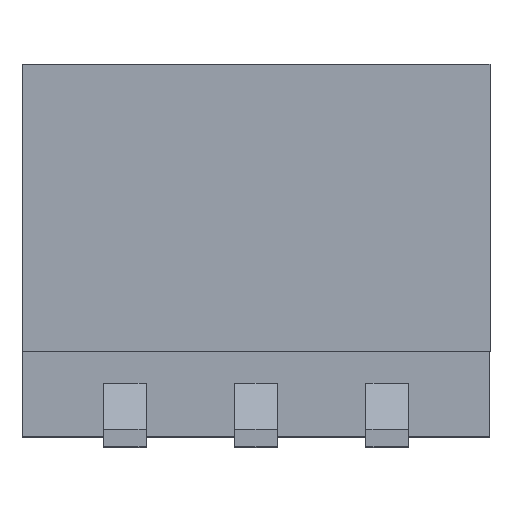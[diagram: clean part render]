
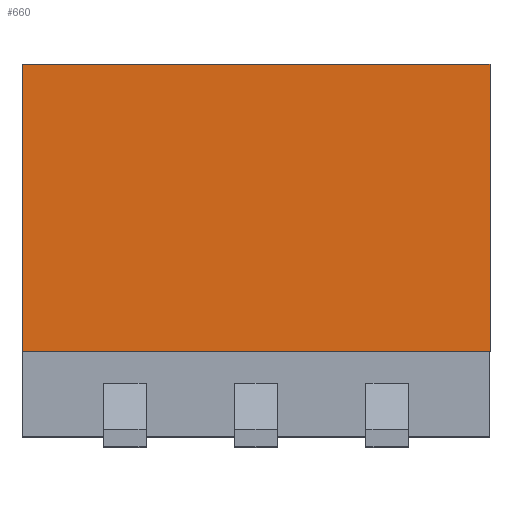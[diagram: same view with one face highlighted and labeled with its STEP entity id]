
A CAD part, top view. The second image highlights one B-rep face of the part: STEP entity #660.
In plain terms, the highlighted planar face has unit normal (0, 0, 1).
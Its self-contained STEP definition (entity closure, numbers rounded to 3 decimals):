
#80 = CARTESIAN_POINT ( 'NONE',  ( 3.3, 1.2, 2.505 ) ) ;
#81 = CARTESIAN_POINT ( 'NONE',  ( -3.3, 1.2, 2.505 ) ) ;
#84 = CARTESIAN_POINT ( 'NONE',  ( 3.3, 5.25, 2.505 ) ) ;
#86 = CARTESIAN_POINT ( 'NONE',  ( -3.3, 5.25, 2.505 ) ) ;
#252 = VERTEX_POINT ( 'NONE', #80 ) ;
#253 = VERTEX_POINT ( 'NONE', #81 ) ;
#256 = VERTEX_POINT ( 'NONE', #84 ) ;
#258 = VERTEX_POINT ( 'NONE', #86 ) ;
#530 = ORIENTED_EDGE ( 'NONE', *, *, #555, .F. ) ;
#531 = ORIENTED_EDGE ( 'NONE', *, *, #563, .F. ) ;
#532 = ORIENTED_EDGE ( 'NONE', *, *, #568, .F. ) ;
#555 = EDGE_CURVE ( 'NONE', #252, #253, #1032, .T. ) ;
#563 = EDGE_CURVE ( 'NONE', #256, #252, #1038, .T. ) ;
#566 = EDGE_CURVE ( 'NONE', #253, #258, #1041, .T. ) ;
#568 = EDGE_CURVE ( 'NONE', #258, #256, #1043, .T. ) ;
#660 = ADVANCED_FACE ( 'NONE', ( #2829 ), #2912, .F. ) ;
#868 = ORIENTED_EDGE ( 'NONE', *, *, #566, .F. ) ;
#883 = EDGE_LOOP ( 'NONE', ( #530, #531, #532, #868 ) ) ;
#1032 = LINE ( 'NONE', #1115, #4350 ) ;
#1038 = LINE ( 'NONE', #1133, #1582 ) ;
#1041 = LINE ( 'NONE', #1139, #1578 ) ;
#1043 = LINE ( 'NONE', #1143, #1589 ) ;
#1115 = CARTESIAN_POINT ( 'NONE',  ( -3.3, 1.2, 2.505 ) ) ;
#1116 = DIRECTION ( 'NONE',  ( -1., 0., 0. ) ) ;
#1133 = CARTESIAN_POINT ( 'NONE',  ( 3.3, 5.25, 2.505 ) ) ;
#1134 = DIRECTION ( 'NONE',  ( 0., -1., 0. ) ) ;
#1139 = CARTESIAN_POINT ( 'NONE',  ( -3.3, 5.25, 2.505 ) ) ;
#1140 = DIRECTION ( 'NONE',  ( 0., 1., 0. ) ) ;
#1143 = CARTESIAN_POINT ( 'NONE',  ( 3.3, 5.25, 2.505 ) ) ;
#1144 = DIRECTION ( 'NONE',  ( 1., 0., 0. ) ) ;
#1578 = VECTOR ( 'NONE', #1140, 1000. ) ;
#1582 = VECTOR ( 'NONE', #1134, 1000. ) ;
#1589 = VECTOR ( 'NONE', #1144, 1000. ) ;
#2829 = FACE_OUTER_BOUND ( 'NONE', #883, .T. ) ;
#2851 = AXIS2_PLACEMENT_3D ( 'NONE', #2913, #2914, #2915 ) ;
#2912 = PLANE ( 'NONE',  #2851 ) ;
#2913 = CARTESIAN_POINT ( 'NONE',  ( -3.3, 5.25, 2.505 ) ) ;
#2914 = DIRECTION ( 'NONE',  ( 0., 0., -1. ) ) ;
#2915 = DIRECTION ( 'NONE',  ( -1., 0., 0. ) ) ;
#4350 = VECTOR ( 'NONE', #1116, 1000. ) ;
